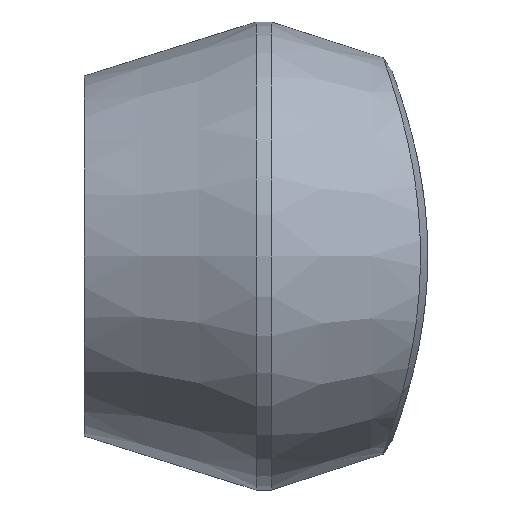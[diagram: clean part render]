
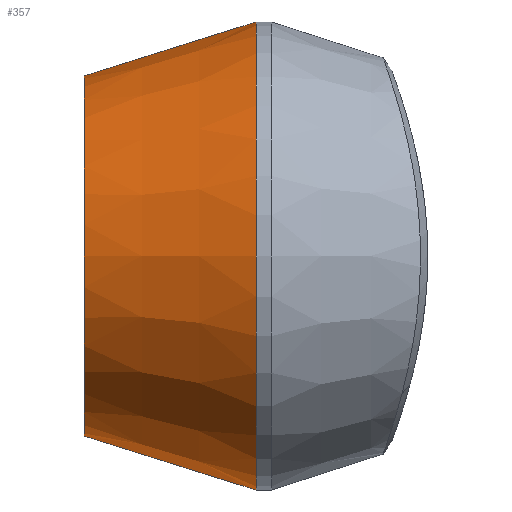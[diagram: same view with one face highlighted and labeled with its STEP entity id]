
A CAD part, left-side view. The second image highlights one B-rep face of the part: STEP entity #357.
In plain terms, the highlighted conical face has half-angle 17.418 degrees and reference radius 19.549 mm.
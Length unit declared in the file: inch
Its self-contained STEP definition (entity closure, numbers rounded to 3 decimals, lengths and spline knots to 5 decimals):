
#44 = VERTEX_POINT ( 'NONE', #684 ) ;
#45 = CARTESIAN_POINT ( 'NONE',  ( 0., 3.0625, 0.76964 ) ) ;
#57 = CARTESIAN_POINT ( 'NONE',  ( 0., 3.0625, 0. ) ) ;
#59 = VERTEX_POINT ( 'NONE', #971 ) ;
#74 = VECTOR ( 'NONE', #604, 39.37008 ) ;
#132 = VERTEX_POINT ( 'NONE', #45 ) ;
#141 = EDGE_LOOP ( 'NONE', ( #916, #225, #1007, #537 ) ) ;
#159 = CARTESIAN_POINT ( 'NONE',  ( 0., 2.32821, 1. ) ) ;
#225 = ORIENTED_EDGE ( 'NONE', *, *, #935, .T. ) ;
#226 = EDGE_CURVE ( 'NONE', #44, #59, #906, .T. ) ;
#252 = AXIS2_PLACEMENT_3D ( 'NONE', #930, #734, #343 ) ;
#343 = DIRECTION ( 'NONE',  ( 0., 0., -1. ) ) ;
#348 = AXIS2_PLACEMENT_3D ( 'NONE', #57, #883, #724 ) ;
#352 = EDGE_CURVE ( 'NONE', #132, #818, #520, .T. ) ;
#357 = ADVANCED_FACE ( 'NONE', ( #924 ), #1013, .T. ) ;
#359 = CARTESIAN_POINT ( 'NONE',  ( 0., 3.0625, 0.76964 ) ) ;
#365 = DIRECTION ( 'NONE',  ( 0., -1., 0. ) ) ;
#431 = VECTOR ( 'NONE', #847, 39.37008 ) ;
#477 = CIRCLE ( 'NONE', #348, 0.76964 ) ;
#504 = EDGE_CURVE ( 'NONE', #818, #59, #801, .T. ) ;
#520 = LINE ( 'NONE', #359, #431 ) ;
#537 = ORIENTED_EDGE ( 'NONE', *, *, #504, .F. ) ;
#551 = CARTESIAN_POINT ( 'NONE',  ( 0., 2.32821, 0. ) ) ;
#604 = DIRECTION ( 'NONE',  ( 0., -0.954, -0.299 ) ) ;
#684 = CARTESIAN_POINT ( 'NONE',  ( 0., 3.0625, -0.76964 ) ) ;
#716 = AXIS2_PLACEMENT_3D ( 'NONE', #551, #365, #949 ) ;
#724 = DIRECTION ( 'NONE',  ( 0., 0., -1. ) ) ;
#734 = DIRECTION ( 'NONE',  ( 0., -1., 0. ) ) ;
#801 = CIRCLE ( 'NONE', #716, 1. ) ;
#818 = VERTEX_POINT ( 'NONE', #159 ) ;
#847 = DIRECTION ( 'NONE',  ( 0., -0.954, 0.299 ) ) ;
#883 = DIRECTION ( 'NONE',  ( 0., -1., 0. ) ) ;
#906 = LINE ( 'NONE', #911, #74 ) ;
#911 = CARTESIAN_POINT ( 'NONE',  ( 0., 3.0625, -0.76964 ) ) ;
#916 = ORIENTED_EDGE ( 'NONE', *, *, #352, .F. ) ;
#924 = FACE_OUTER_BOUND ( 'NONE', #141, .T. ) ;
#930 = CARTESIAN_POINT ( 'NONE',  ( 0., 3.0625, 0. ) ) ;
#935 = EDGE_CURVE ( 'NONE', #132, #44, #477, .T. ) ;
#949 = DIRECTION ( 'NONE',  ( 0., 0., -1. ) ) ;
#971 = CARTESIAN_POINT ( 'NONE',  ( 0., 2.32821, -1. ) ) ;
#1007 = ORIENTED_EDGE ( 'NONE', *, *, #226, .T. ) ;
#1013 = CONICAL_SURFACE ( 'NONE', #252, 0.76964, 0.304 ) ;
